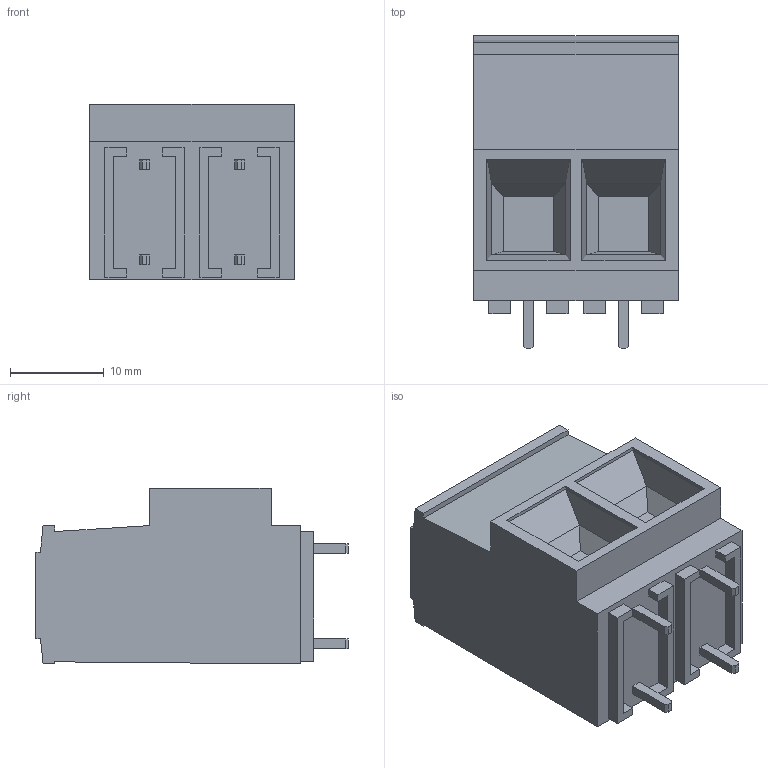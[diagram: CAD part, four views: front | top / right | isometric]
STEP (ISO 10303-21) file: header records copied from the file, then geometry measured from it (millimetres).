
FILE_DESCRIPTION((''),'2;1');
FILE_NAME('399700102','2015-03-16T',('ME'),(''),'PRO/ENGINEER BY PARAMETRIC TECHNOLOGY CORPORATION, 2011490','PRO/ENGINEER BY PARAMETRIC TECHNOLOGY CORPORATION, 2011490','');
FILE_SCHEMA(('CONFIG_CONTROL_DESIGN'));
Length unit declared in the file: inch
Products named in the file (1): 399700102
Bounding box: 21.84 x 33.4 x 18.8 mm (x, y, z)
Volume: 9158.1 mm3; surface area: 3690.1 mm2
Topology: 1 solids, 1 shells, 126 faces, 322 edges, 212 vertices
Faces by surface type: plane 118, cone 4, cylinder 4
Entity records: 3763 total; most frequent: CARTESIAN_POINT 649, ORIENTED_EDGE 624, DIRECTION 604, EDGE_CURVE 312, VECTOR 294, LINE 294, VERTEX_POINT 200, AXIS2_PLACEMENT_3D 155
